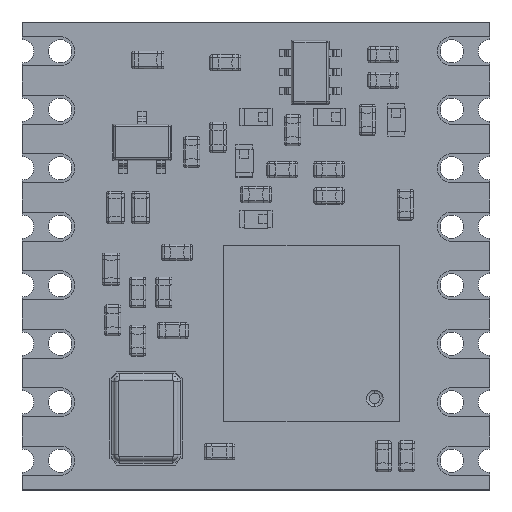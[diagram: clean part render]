
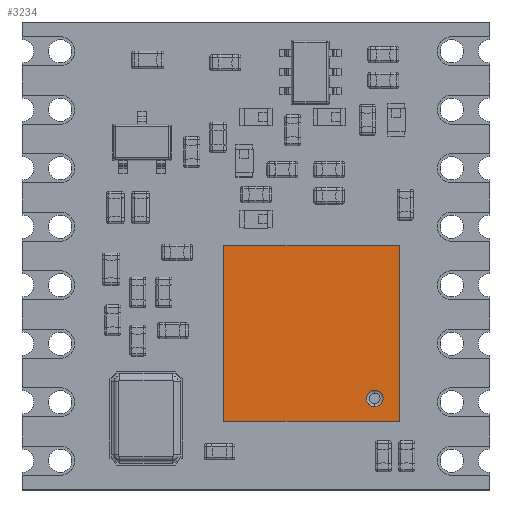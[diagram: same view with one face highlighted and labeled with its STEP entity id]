
A CAD part, top view. The second image highlights one B-rep face of the part: STEP entity #3234.
In plain terms, the highlighted planar face has unit normal (0, 0, 1).
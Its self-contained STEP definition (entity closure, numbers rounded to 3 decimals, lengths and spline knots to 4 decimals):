
#3234=ADVANCED_FACE('',(#7399,#5305),#19309,.T.);
#5305=FACE_OUTER_BOUND('',#7482,.F.);
#7399=FACE_BOUND('',#7481,.F.);
#7481=EDGE_LOOP('',(#9728,#9729));
#7482=EDGE_LOOP('',(#9730,#9731,#9732,#9733));
#9728=ORIENTED_EDGE('',*,*,#27225,.F.);
#9729=ORIENTED_EDGE('',*,*,#27566,.F.);
#9730=ORIENTED_EDGE('',*,*,#27567,.T.);
#9731=ORIENTED_EDGE('',*,*,#27568,.T.);
#9732=ORIENTED_EDGE('',*,*,#27569,.T.);
#9733=ORIENTED_EDGE('',*,*,#27570,.T.);
#19309=PLANE('',#36629);
#21441=LINE('',#52062,#24501);
#21442=LINE('',#52063,#24502);
#21443=LINE('',#52064,#24503);
#21444=LINE('',#52065,#24504);
#24501=VECTOR('',#40872,6.);
#24502=VECTOR('',#40873,6.);
#24503=VECTOR('',#40874,6.);
#24504=VECTOR('',#40875,6.);
#27225=EDGE_CURVE('',#32544,#32543,#32079,.T.);
#27566=EDGE_CURVE('',#32543,#32544,#32084,.T.);
#27567=EDGE_CURVE('',#32316,#32315,#21441,.T.);
#27568=EDGE_CURVE('',#32315,#32314,#21442,.T.);
#27569=EDGE_CURVE('',#32314,#32313,#21443,.T.);
#27570=EDGE_CURVE('',#32313,#32316,#21444,.T.);
#32079=B_SPLINE_CURVE_WITH_KNOTS('',3,(#51650,#51651,#51652,#51653,#51654,
#51655,#51656,#51657,#51658,#51659,#51660,#51661,#51662,#51663,#51664),
.UNSPECIFIED.,.F.,.F.,(4,1,1,1,1,1,1,1,1,1,1,1,4),(0.,0.0973,
0.1667,0.25,0.3334,0.4167,
0.5,0.5833,0.6666,0.75,
0.8333,0.9027,1.),.UNSPECIFIED.);
#32084=B_SPLINE_CURVE_WITH_KNOTS('',3,(#52047,#52048,#52049,#52050,#52051,
#52052,#52053,#52054,#52055,#52056,#52057,#52058,#52059,#52060,#52061),
.UNSPECIFIED.,.F.,.F.,(4,1,1,1,1,1,1,1,1,1,1,1,4),(0.,0.0973,
0.1667,0.25,0.3334,0.4167,
0.5,0.5833,0.6666,0.75,
0.8333,0.9027,1.),.UNSPECIFIED.);
#32313=VERTEX_POINT('',#51418);
#32314=VERTEX_POINT('',#51419);
#32315=VERTEX_POINT('',#51420);
#32316=VERTEX_POINT('',#51421);
#32543=VERTEX_POINT('',#51648);
#32544=VERTEX_POINT('',#51649);
#36629=AXIS2_PLACEMENT_3D('',#52079,#40894,#40895);
#40872=DIRECTION('',(1.,0.,0.));
#40873=DIRECTION('',(0.,-1.,0.));
#40874=DIRECTION('',(-1.,0.,0.));
#40875=DIRECTION('',(0.,1.,0.));
#40894=DIRECTION('',(0.,0.,1.));
#40895=DIRECTION('',(0.,-1.,0.));
#51418=CARTESIAN_POINT('',(6.9,-13.6492,1.9038));
#51419=CARTESIAN_POINT('',(12.9,-13.6492,1.9038));
#51420=CARTESIAN_POINT('',(12.9,-7.6492,1.9038));
#51421=CARTESIAN_POINT('',(6.9,-7.6492,1.9038));
#51648=CARTESIAN_POINT('',(12.06,-13.1532,1.9038));
#51649=CARTESIAN_POINT('',(12.06,-12.5851,
1.9038));
#51650=CARTESIAN_POINT('',(12.06,-12.5851,
1.9037));
#51651=CARTESIAN_POINT('',(12.0889,-12.5852,
1.9037));
#51652=CARTESIAN_POINT('',(12.1382,-12.5931,1.9038));
#51653=CARTESIAN_POINT('',(12.2068,-12.6231,1.9037));
#51654=CARTESIAN_POINT('',(12.2633,-12.6659,
1.9038));
#51655=CARTESIAN_POINT('',(12.3086,-12.7257,1.9037));
#51656=CARTESIAN_POINT('',(12.3372,-12.7949,
1.9037));
#51657=CARTESIAN_POINT('',(12.3475,-12.8692,
1.9038));
#51658=CARTESIAN_POINT('',(12.3372,-12.9435,
1.9037));
#51659=CARTESIAN_POINT('',(12.3085,-13.0127,1.9038));
#51660=CARTESIAN_POINT('',(12.2633,-13.0726,1.9038));
#51661=CARTESIAN_POINT('',(12.2068,-13.1154,
1.9037));
#51662=CARTESIAN_POINT('',(12.1383,-13.1455,
1.9038));
#51663=CARTESIAN_POINT('',(12.0889,-13.1533,1.9037));
#51664=CARTESIAN_POINT('',(12.06,-13.1532,1.9038));
#52047=CARTESIAN_POINT('',(12.06,-13.1532,
1.9037));
#52048=CARTESIAN_POINT('',(12.0311,-13.1533,
1.9037));
#52049=CARTESIAN_POINT('',(11.9817,-13.1455,
1.9037));
#52050=CARTESIAN_POINT('',(11.9132,-13.1154,
1.9037));
#52051=CARTESIAN_POINT('',(11.8568,-13.0726,
1.9038));
#52052=CARTESIAN_POINT('',(11.8115,-13.0127,1.9037));
#52053=CARTESIAN_POINT('',(11.7828,-12.9436,1.9037));
#52054=CARTESIAN_POINT('',(11.7725,-12.8692,1.9038));
#52055=CARTESIAN_POINT('',(11.7828,-12.7949,
1.9037));
#52056=CARTESIAN_POINT('',(11.8114,-12.7257,
1.9038));
#52057=CARTESIAN_POINT('',(11.8567,-12.6659,
1.9038));
#52058=CARTESIAN_POINT('',(11.9132,-12.6231,
1.9037));
#52059=CARTESIAN_POINT('',(11.9817,-12.5931,
1.9038));
#52060=CARTESIAN_POINT('',(12.0311,-12.5852,
1.9037));
#52061=CARTESIAN_POINT('',(12.06,-12.5851,
1.9037));
#52062=CARTESIAN_POINT('',(6.9,-7.6492,1.9038));
#52063=CARTESIAN_POINT('',(12.9,-7.6492,1.9038));
#52064=CARTESIAN_POINT('',(12.9,-13.6492,1.9038));
#52065=CARTESIAN_POINT('',(6.9,-13.6492,1.9038));
#52079=CARTESIAN_POINT('',(6.6,-7.3492,1.9038));
